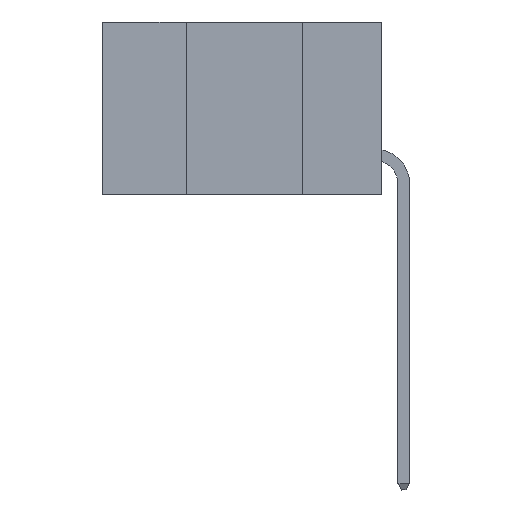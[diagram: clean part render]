
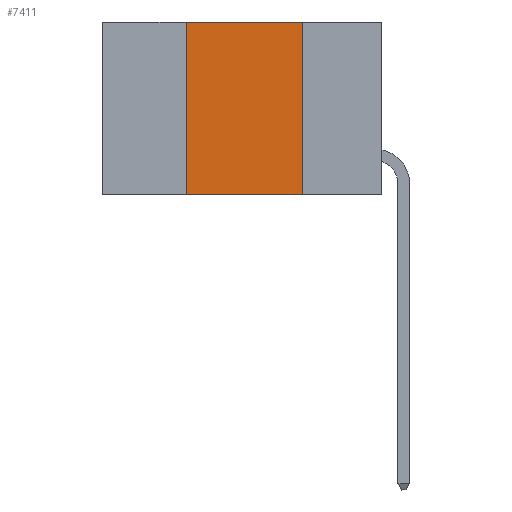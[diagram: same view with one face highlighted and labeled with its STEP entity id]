
A CAD part, left-side view. The second image highlights one B-rep face of the part: STEP entity #7411.
In plain terms, the highlighted planar face has unit normal (-1, 0, 0).
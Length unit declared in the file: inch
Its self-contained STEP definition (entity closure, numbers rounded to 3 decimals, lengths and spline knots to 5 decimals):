
#437 = EDGE_CURVE ( 'NONE', #34027, #15501, #10206, .T. ) ;
#2454 = ORIENTED_EDGE ( 'NONE', *, *, #6435, .F. ) ;
#3399 = LINE ( 'NONE', #34959, #22267 ) ;
#5077 = DIRECTION ( 'NONE',  ( 0., 0., -1. ) ) ;
#5712 = DIRECTION ( 'NONE',  ( 0., -1., 0. ) ) ;
#6435 = EDGE_CURVE ( 'NONE', #10358, #33689, #3399, .T. ) ;
#7411 = ADVANCED_FACE ( 'NONE', ( #10816 ), #14503, .F. ) ;
#10206 = LINE ( 'NONE', #15180, #40955 ) ;
#10358 = VERTEX_POINT ( 'NONE', #25493 ) ;
#10816 = FACE_OUTER_BOUND ( 'NONE', #29553, .T. ) ;
#11497 = CARTESIAN_POINT ( 'NONE',  ( 0., 0.6, -0.37 ) ) ;
#12404 = AXIS2_PLACEMENT_3D ( 'NONE', #31017, #35482, #5077 ) ;
#13029 = VECTOR ( 'NONE', #5712, 39.37008 ) ;
#13154 = LINE ( 'NONE', #11497, #22167 ) ;
#13982 = ORIENTED_EDGE ( 'NONE', *, *, #437, .F. ) ;
#14331 = DIRECTION ( 'NONE',  ( 0., -1., 0. ) ) ;
#14503 = PLANE ( 'NONE',  #12404 ) ;
#14709 = CARTESIAN_POINT ( 'NONE',  ( 0., 0.17, 0. ) ) ;
#15180 = CARTESIAN_POINT ( 'NONE',  ( 0., 0.17, 0. ) ) ;
#15501 = VERTEX_POINT ( 'NONE', #37145 ) ;
#15990 = ORIENTED_EDGE ( 'NONE', *, *, #22069, .F. ) ;
#16008 = CARTESIAN_POINT ( 'NONE',  ( 0., 0.42, 0. ) ) ;
#18341 = DIRECTION ( 'NONE',  ( 0., 0., -1. ) ) ;
#21513 = LINE ( 'NONE', #37269, #13029 ) ;
#22069 = EDGE_CURVE ( 'NONE', #33689, #34027, #21513, .T. ) ;
#22167 = VECTOR ( 'NONE', #14331, 39.37008 ) ;
#22267 = VECTOR ( 'NONE', #30592, 39.37008 ) ;
#25493 = CARTESIAN_POINT ( 'NONE',  ( 0., 0.42, -0.37 ) ) ;
#28721 = ORIENTED_EDGE ( 'NONE', *, *, #40555, .T. ) ;
#29553 = EDGE_LOOP ( 'NONE', ( #13982, #15990, #2454, #28721 ) ) ;
#30592 = DIRECTION ( 'NONE',  ( 0., 0., 1. ) ) ;
#31017 = CARTESIAN_POINT ( 'NONE',  ( 0., 0.6, 0. ) ) ;
#33689 = VERTEX_POINT ( 'NONE', #16008 ) ;
#34027 = VERTEX_POINT ( 'NONE', #14709 ) ;
#34959 = CARTESIAN_POINT ( 'NONE',  ( 0., 0.42, 0. ) ) ;
#35482 = DIRECTION ( 'NONE',  ( 1., 0., 0. ) ) ;
#37145 = CARTESIAN_POINT ( 'NONE',  ( 0., 0.17, -0.37 ) ) ;
#37269 = CARTESIAN_POINT ( 'NONE',  ( 0., 0.6, 0. ) ) ;
#40555 = EDGE_CURVE ( 'NONE', #10358, #15501, #13154, .T. ) ;
#40955 = VECTOR ( 'NONE', #18341, 39.37008 ) ;
